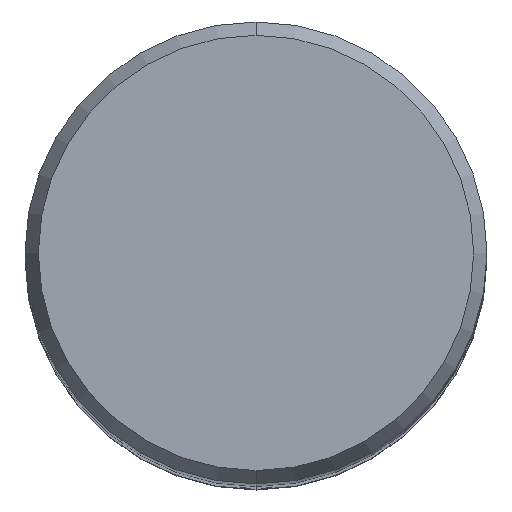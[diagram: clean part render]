
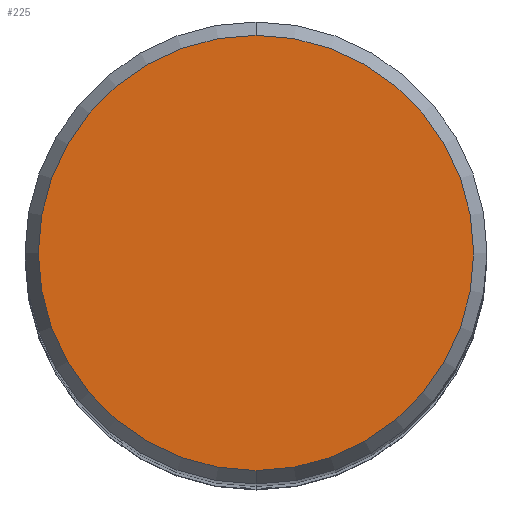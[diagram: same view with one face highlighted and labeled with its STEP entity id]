
A CAD part, top view. The second image highlights one B-rep face of the part: STEP entity #225.
In plain terms, the highlighted planar face has unit normal (0, 0, 1).
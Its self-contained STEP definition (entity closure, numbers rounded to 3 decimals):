
#133=EDGE_CURVE('',#233,#157,#352,.T.);
#157=VERTEX_POINT('',#380);
#185=EDGE_CURVE('',#157,#233,#411,.T.);
#225=ADVANCED_FACE('',(#454),#455,.T.);
#233=VERTEX_POINT('',#464);
#352=CIRCLE('',#592,7.479);
#380=CARTESIAN_POINT('',(0.,-7.479,0.01));
#411=CIRCLE('',#672,7.479);
#454=FACE_OUTER_BOUND('',#728,.T.);
#455=PLANE('',#729);
#464=CARTESIAN_POINT('',(0.0,7.479,0.01));
#592=AXIS2_PLACEMENT_3D('',#879,#880,#881);
#672=AXIS2_PLACEMENT_3D('',#958,#959,#960);
#728=EDGE_LOOP('',(#1001,#1002));
#729=AXIS2_PLACEMENT_3D('',#1003,#1004,#1005);
#879=CARTESIAN_POINT('',(0.0,0.0,0.01));
#880=DIRECTION('',(0.0,0.0,-1.0));
#881=DIRECTION('',(0.0,1.0,0.0));
#958=CARTESIAN_POINT('',(0.0,0.0,0.01));
#959=DIRECTION('',(0.0,0.0,-1.0));
#960=DIRECTION('',(0.0,1.0,0.0));
#1001=ORIENTED_EDGE('',*,*,#133,.F.);
#1002=ORIENTED_EDGE('',*,*,#185,.F.);
#1003=CARTESIAN_POINT('',(0.0,3.74,0.01));
#1004=DIRECTION('',(-0.0,0.0,1.0));
#1005=DIRECTION('',(0.0,-1.0,0.0));
